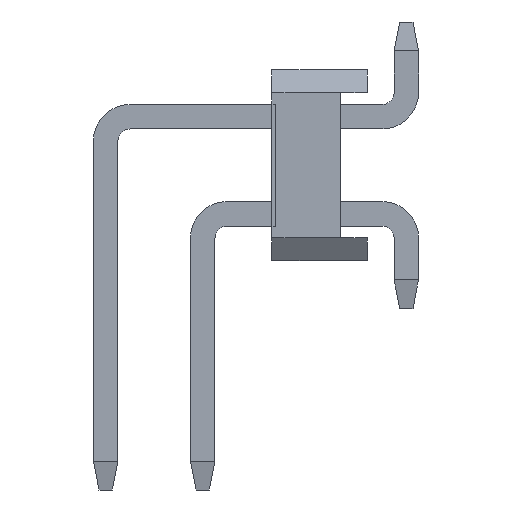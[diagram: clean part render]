
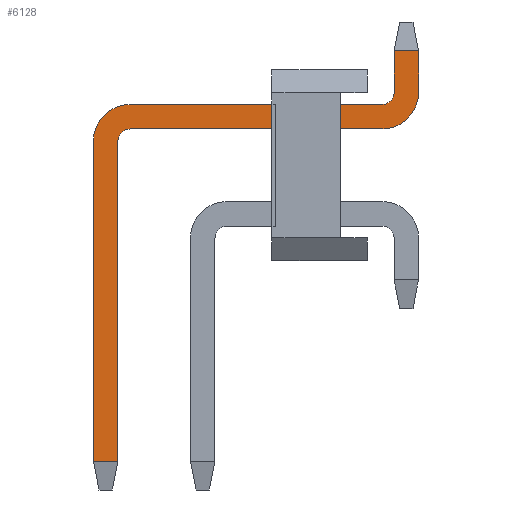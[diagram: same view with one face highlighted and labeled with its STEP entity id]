
A CAD part, left-side view. The second image highlights one B-rep face of the part: STEP entity #6128.
In plain terms, the highlighted planar face has unit normal (-1, 0, 0).
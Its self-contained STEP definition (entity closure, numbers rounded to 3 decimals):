
#5814=CARTESIAN_POINT('',(25.08,4.03,-7.75));
#5815=VERTEX_POINT('',#5814);
#5838=CARTESIAN_POINT('',(25.08,4.67,-7.75));
#5839=VERTEX_POINT('',#5838);
#5840=CARTESIAN_POINT('',(25.08,4.03,-7.75));
#5841=DIRECTION('',(0.,1.,0.));
#5842=VECTOR('',#5841,0.64);
#5843=LINE('',#5840,#5842);
#5844=EDGE_CURVE('',#5815,#5839,#5843,.T.);
#5885=CARTESIAN_POINT('',(25.08,4.67,0.63));
#5886=VERTEX_POINT('',#5885);
#5887=CARTESIAN_POINT('',(25.08,4.67,-7.75));
#5888=DIRECTION('',(0.,0.,1.));
#5889=VECTOR('',#5888,8.38);
#5890=LINE('',#5887,#5889);
#5891=EDGE_CURVE('',#5839,#5886,#5890,.T.);
#6026=CARTESIAN_POINT('',(25.08,4.03,0.63));
#6027=VERTEX_POINT('',#6026);
#6034=CARTESIAN_POINT('',(25.08,4.03,0.63));
#6035=DIRECTION('',(0.,0.,-1.));
#6036=VECTOR('',#6035,8.38);
#6037=LINE('',#6034,#6036);
#6038=EDGE_CURVE('',#6027,#5815,#6037,.T.);
#6044=CARTESIAN_POINT('',(25.08,4.67,-8.5));
#6045=DIRECTION('',(0.,-1.,0.));
#6046=DIRECTION('',(-1.,0.,0.));
#6047=AXIS2_PLACEMENT_3D('',#6044,#6046,#6045);
#6048=PLANE('',#6047);
#6049=ORIENTED_EDGE('',*,*,#6038,.F.);
#6050=CARTESIAN_POINT('',(25.08,3.71,0.95));
#6051=VERTEX_POINT('',#6050);
#6052=CARTESIAN_POINT('',(25.08,3.71,0.63));
#6053=DIRECTION('',(0.,1.,0.));
#6054=DIRECTION('',(1.,0.,0.));
#6055=AXIS2_PLACEMENT_3D('',#6052,#6054,#6053);
#6056=CIRCLE('',#6055,0.32);
#6057=EDGE_CURVE('',#6027,#6051,#6056,.T.);
#6058=ORIENTED_EDGE('',*,*,#6057,.T.);
#6059=CARTESIAN_POINT('',(25.08,-2.88,0.95));
#6060=VERTEX_POINT('',#6059);
#6061=CARTESIAN_POINT('',(25.08,3.71,0.95));
#6062=DIRECTION('',(0.,-1.,0.));
#6063=VECTOR('',#6062,6.59);
#6064=LINE('',#6061,#6063);
#6065=EDGE_CURVE('',#6051,#6060,#6064,.T.);
#6066=ORIENTED_EDGE('',*,*,#6065,.T.);
#6067=CARTESIAN_POINT('',(25.08,-3.84,1.91));
#6068=VERTEX_POINT('',#6067);
#6069=CARTESIAN_POINT('',(25.08,-2.88,1.91));
#6070=DIRECTION('',(0.,0.,-1.));
#6071=DIRECTION('',(-1.,0.,0.));
#6072=AXIS2_PLACEMENT_3D('',#6069,#6071,#6070);
#6073=CIRCLE('',#6072,0.96);
#6074=EDGE_CURVE('',#6060,#6068,#6073,.T.);
#6075=ORIENTED_EDGE('',*,*,#6074,.T.);
#6076=CARTESIAN_POINT('',(25.08,-3.84,3.));
#6077=VERTEX_POINT('',#6076);
#6078=CARTESIAN_POINT('',(25.08,-3.84,1.91));
#6079=DIRECTION('',(0.,0.,1.));
#6080=VECTOR('',#6079,1.09);
#6081=LINE('',#6078,#6080);
#6082=EDGE_CURVE('',#6068,#6077,#6081,.T.);
#6083=ORIENTED_EDGE('',*,*,#6082,.T.);
#6084=CARTESIAN_POINT('',(25.08,-3.2,3.));
#6085=VERTEX_POINT('',#6084);
#6086=CARTESIAN_POINT('',(25.08,-3.84,3.));
#6087=DIRECTION('',(0.,1.,0.));
#6088=VECTOR('',#6087,0.64);
#6089=LINE('',#6086,#6088);
#6090=EDGE_CURVE('',#6077,#6085,#6089,.T.);
#6091=ORIENTED_EDGE('',*,*,#6090,.T.);
#6092=CARTESIAN_POINT('',(25.08,-3.2,1.91));
#6093=VERTEX_POINT('',#6092);
#6094=CARTESIAN_POINT('',(25.08,-3.2,3.));
#6095=DIRECTION('',(0.,0.,-1.));
#6096=VECTOR('',#6095,1.09);
#6097=LINE('',#6094,#6096);
#6098=EDGE_CURVE('',#6085,#6093,#6097,.T.);
#6099=ORIENTED_EDGE('',*,*,#6098,.T.);
#6100=CARTESIAN_POINT('',(25.08,-2.88,1.59));
#6101=VERTEX_POINT('',#6100);
#6102=CARTESIAN_POINT('',(25.08,-2.88,1.91));
#6103=DIRECTION('',(0.,-1.,0.));
#6104=DIRECTION('',(1.,0.,0.));
#6105=AXIS2_PLACEMENT_3D('',#6102,#6104,#6103);
#6106=CIRCLE('',#6105,0.32);
#6107=EDGE_CURVE('',#6093,#6101,#6106,.T.);
#6108=ORIENTED_EDGE('',*,*,#6107,.T.);
#6109=CARTESIAN_POINT('',(25.08,3.71,1.59));
#6110=VERTEX_POINT('',#6109);
#6111=CARTESIAN_POINT('',(25.08,-2.88,1.59));
#6112=DIRECTION('',(0.,1.,0.));
#6113=VECTOR('',#6112,6.59);
#6114=LINE('',#6111,#6113);
#6115=EDGE_CURVE('',#6101,#6110,#6114,.T.);
#6116=ORIENTED_EDGE('',*,*,#6115,.T.);
#6117=CARTESIAN_POINT('',(25.08,3.71,0.63));
#6118=DIRECTION('',(0.,0.,1.));
#6119=DIRECTION('',(-1.,0.,0.));
#6120=AXIS2_PLACEMENT_3D('',#6117,#6119,#6118);
#6121=CIRCLE('',#6120,0.96);
#6122=EDGE_CURVE('',#6110,#5886,#6121,.T.);
#6123=ORIENTED_EDGE('',*,*,#6122,.T.);
#6124=ORIENTED_EDGE('',*,*,#5891,.F.);
#6125=ORIENTED_EDGE('',*,*,#5844,.F.);
#6126=EDGE_LOOP('',(#6049,#6058,#6066,#6075,#6083,#6091,#6099,#6108,#6116,#6123,#6124,#6125));
#6127=FACE_OUTER_BOUND('',#6126,.T.);
#6128=ADVANCED_FACE('',(#6127),#6048,.T.);
